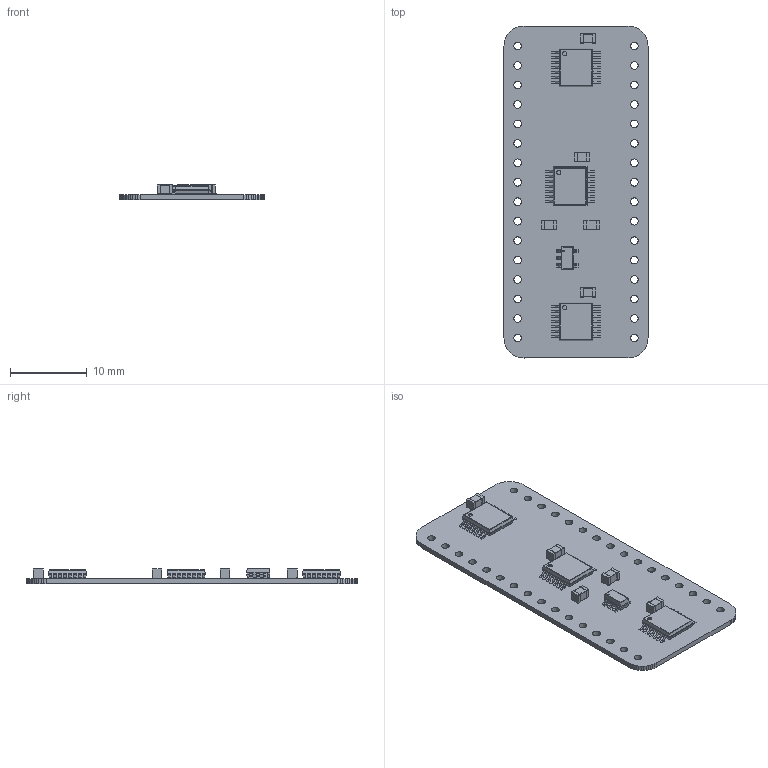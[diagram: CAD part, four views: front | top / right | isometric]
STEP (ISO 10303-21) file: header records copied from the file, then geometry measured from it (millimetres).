
FILE_DESCRIPTION(('KiCad electronic assembly'),'2;1');
FILE_NAME('Blank and Sync.step','2024-01-22T11:39:00',('Pcbnew'),( 'Kicad'),'Open CASCADE STEP processor 7.6','KiCad to STEP converter' ,'Unknown');
FILE_SCHEMA(('AUTOMOTIVE_DESIGN { 1 0 10303 214 1 1 1 1 }'));
Length unit declared in the file: millimetre
Products named in the file (8): Blank and Sync 1; C_0805_2012Metric; SOLID; 74LVC74APW,118; COMPOUND; AP7365-33WG-7; _autosave-Blank and Sync PCB
Assembly tree (13 placements, depth 3):
  Blank and Sync 1
    C_0805_2012Metric  x5
      SOLID
    74LVC74APW,118  x3
      COMPOUND
    AP7365-33WG-7
      COMPOUND
    _autosave-Blank and Sync PCB
Bounding box: 18.8 x 43.33 x 2.03 mm (x, y, z)
Volume: 617.9 mm3; surface area: 2023.7 mm2
Topology: 57 solids, 57 shells, 937 faces, 2363 edges, 1554 vertices
Faces by surface type: plane 668, cylinder 269
Full cylindrical faces by diameter (mm): 0.2 x1, 0.55 x3, 1 x32
Entity records: 27252 total; most frequent: CARTESIAN_POINT 5350, DIRECTION 4078, LINE 2707, VECTOR 2707, ORIENTED_EDGE 2114, PCURVE 2114, DEFINITIONAL_REPRESENTATION 2114, EDGE_CURVE 1057
